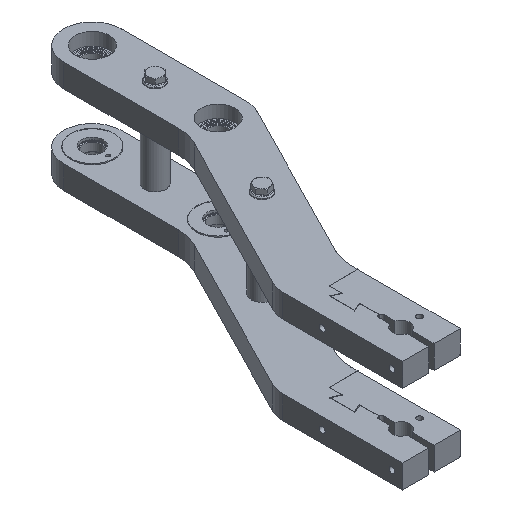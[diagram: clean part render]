
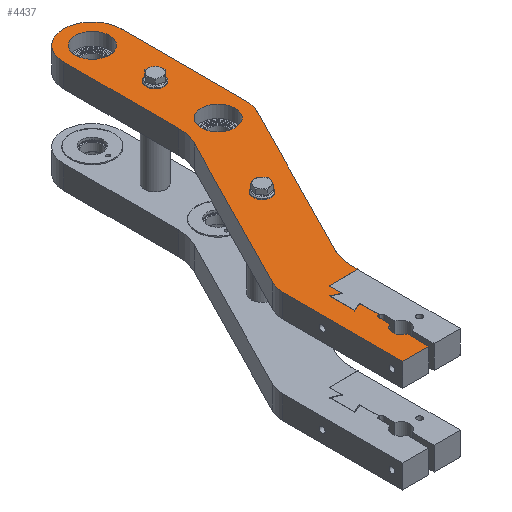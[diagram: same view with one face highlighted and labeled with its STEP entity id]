
A CAD part, isometric view. The second image highlights one B-rep face of the part: STEP entity #4437.
In plain terms, the highlighted planar face has unit normal (0, 0, 1).
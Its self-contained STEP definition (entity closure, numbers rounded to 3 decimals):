
#480=FACE_BOUND('',#943,.T.);
#481=FACE_BOUND('',#944,.T.);
#482=FACE_BOUND('',#945,.T.);
#483=FACE_BOUND('',#946,.T.);
#568=PLANE('',#5142);
#682=FACE_OUTER_BOUND('',#942,.T.);
#942=EDGE_LOOP('',(#3093,#3094,#3095,#3096,#3097,#3098,#3099,#3100,#3101,
#3102,#3103,#3104,#3105,#3106,#3107,#3108,#3109,#3110,#3111,#3112,#3113,
#3114));
#943=EDGE_LOOP('',(#3115));
#944=EDGE_LOOP('',(#3116));
#945=EDGE_LOOP('',(#3117));
#946=EDGE_LOOP('',(#3118));
#1266=LINE('',#7368,#1522);
#1270=LINE('',#7376,#1526);
#1273=LINE('',#7382,#1529);
#1276=LINE('',#7388,#1532);
#1279=LINE('',#7394,#1535);
#1282=LINE('',#7401,#1538);
#1287=LINE('',#7414,#1543);
#1291=LINE('',#7421,#1547);
#1299=LINE('',#7460,#1555);
#1300=LINE('',#7464,#1556);
#1301=LINE('',#7468,#1557);
#1302=LINE('',#7472,#1558);
#1303=LINE('',#7476,#1559);
#1304=LINE('',#7478,#1560);
#1305=LINE('',#7480,#1561);
#1522=VECTOR('',#5793,10.);
#1526=VECTOR('',#5799,10.);
#1529=VECTOR('',#5804,10.);
#1532=VECTOR('',#5809,10.);
#1535=VECTOR('',#5814,10.);
#1538=VECTOR('',#5819,10.);
#1543=VECTOR('',#5832,10.);
#1547=VECTOR('',#5838,10.);
#1555=VECTOR('',#5872,10.);
#1556=VECTOR('',#5875,10.);
#1557=VECTOR('',#5878,10.);
#1558=VECTOR('',#5881,10.);
#1559=VECTOR('',#5884,10.);
#1560=VECTOR('',#5885,10.);
#1561=VECTOR('',#5886,10.);
#1780=CIRCLE('',#5127,1.5);
#1792=CIRCLE('',#5143,25.);
#1793=CIRCLE('',#5144,16.);
#1794=CIRCLE('',#5145,16.);
#1795=CIRCLE('',#5146,25.);
#1796=CIRCLE('',#5147,16.);
#1797=CIRCLE('',#5148,5.);
#1798=CIRCLE('',#5149,4.);
#1799=CIRCLE('',#5150,9.5);
#1800=CIRCLE('',#5151,9.5);
#1801=CIRCLE('',#5152,4.);
#2095=VERTEX_POINT('',#7366);
#2096=VERTEX_POINT('',#7367);
#2099=VERTEX_POINT('',#7375);
#2101=VERTEX_POINT('',#7381);
#2103=VERTEX_POINT('',#7387);
#2105=VERTEX_POINT('',#7393);
#2107=VERTEX_POINT('',#7399);
#2108=VERTEX_POINT('',#7400);
#2111=VERTEX_POINT('',#7408);
#2114=VERTEX_POINT('',#7419);
#2131=VERTEX_POINT('',#7457);
#2132=VERTEX_POINT('',#7459);
#2133=VERTEX_POINT('',#7461);
#2134=VERTEX_POINT('',#7463);
#2135=VERTEX_POINT('',#7465);
#2136=VERTEX_POINT('',#7467);
#2137=VERTEX_POINT('',#7469);
#2138=VERTEX_POINT('',#7471);
#2139=VERTEX_POINT('',#7473);
#2140=VERTEX_POINT('',#7475);
#2141=VERTEX_POINT('',#7477);
#2142=VERTEX_POINT('',#7479);
#2143=VERTEX_POINT('',#7482);
#2144=VERTEX_POINT('',#7484);
#2145=VERTEX_POINT('',#7486);
#2146=VERTEX_POINT('',#7488);
#2468=EDGE_CURVE('',#2095,#2096,#1266,.T.);
#2472=EDGE_CURVE('',#2096,#2099,#1270,.T.);
#2475=EDGE_CURVE('',#2099,#2101,#1273,.T.);
#2478=EDGE_CURVE('',#2101,#2103,#1276,.T.);
#2481=EDGE_CURVE('',#2103,#2105,#1279,.T.);
#2484=EDGE_CURVE('',#2107,#2108,#1282,.T.);
#2488=EDGE_CURVE('',#2108,#2111,#1780,.T.);
#2491=EDGE_CURVE('',#2111,#2095,#1287,.T.);
#2495=EDGE_CURVE('',#2105,#2114,#1291,.T.);
#2513=EDGE_CURVE('',#2114,#2131,#1792,.T.);
#2514=EDGE_CURVE('',#2131,#2132,#1299,.T.);
#2515=EDGE_CURVE('',#2132,#2133,#1793,.T.);
#2516=EDGE_CURVE('',#2133,#2134,#1300,.T.);
#2517=EDGE_CURVE('',#2134,#2135,#1794,.T.);
#2518=EDGE_CURVE('',#2135,#2136,#1301,.T.);
#2519=EDGE_CURVE('',#2136,#2137,#1795,.T.);
#2520=EDGE_CURVE('',#2137,#2138,#1302,.T.);
#2521=EDGE_CURVE('',#2138,#2139,#1796,.T.);
#2522=EDGE_CURVE('',#2139,#2140,#1303,.T.);
#2523=EDGE_CURVE('',#2140,#2141,#1304,.T.);
#2524=EDGE_CURVE('',#2141,#2142,#1305,.T.);
#2525=EDGE_CURVE('',#2142,#2107,#1797,.T.);
#2526=EDGE_CURVE('',#2143,#2143,#1798,.T.);
#2527=EDGE_CURVE('',#2144,#2144,#1799,.T.);
#2528=EDGE_CURVE('',#2145,#2145,#1800,.T.);
#2529=EDGE_CURVE('',#2146,#2146,#1801,.T.);
#3093=ORIENTED_EDGE('',*,*,#2481,.T.);
#3094=ORIENTED_EDGE('',*,*,#2495,.T.);
#3095=ORIENTED_EDGE('',*,*,#2513,.T.);
#3096=ORIENTED_EDGE('',*,*,#2514,.T.);
#3097=ORIENTED_EDGE('',*,*,#2515,.T.);
#3098=ORIENTED_EDGE('',*,*,#2516,.T.);
#3099=ORIENTED_EDGE('',*,*,#2517,.T.);
#3100=ORIENTED_EDGE('',*,*,#2518,.T.);
#3101=ORIENTED_EDGE('',*,*,#2519,.T.);
#3102=ORIENTED_EDGE('',*,*,#2520,.T.);
#3103=ORIENTED_EDGE('',*,*,#2521,.T.);
#3104=ORIENTED_EDGE('',*,*,#2522,.T.);
#3105=ORIENTED_EDGE('',*,*,#2523,.T.);
#3106=ORIENTED_EDGE('',*,*,#2524,.T.);
#3107=ORIENTED_EDGE('',*,*,#2525,.T.);
#3108=ORIENTED_EDGE('',*,*,#2484,.T.);
#3109=ORIENTED_EDGE('',*,*,#2488,.T.);
#3110=ORIENTED_EDGE('',*,*,#2491,.T.);
#3111=ORIENTED_EDGE('',*,*,#2468,.T.);
#3112=ORIENTED_EDGE('',*,*,#2472,.T.);
#3113=ORIENTED_EDGE('',*,*,#2475,.T.);
#3114=ORIENTED_EDGE('',*,*,#2478,.T.);
#3115=ORIENTED_EDGE('',*,*,#2526,.T.);
#3116=ORIENTED_EDGE('',*,*,#2527,.T.);
#3117=ORIENTED_EDGE('',*,*,#2528,.T.);
#3118=ORIENTED_EDGE('',*,*,#2529,.T.);
#4437=ADVANCED_FACE('',(#682,#480,#481,#482,#483),#568,.T.);
#5127=AXIS2_PLACEMENT_3D('',#7409,#5825,#5826);
#5142=AXIS2_PLACEMENT_3D('',#7456,#5868,#5869);
#5143=AXIS2_PLACEMENT_3D('',#7458,#5870,#5871);
#5144=AXIS2_PLACEMENT_3D('',#7462,#5873,#5874);
#5145=AXIS2_PLACEMENT_3D('',#7466,#5876,#5877);
#5146=AXIS2_PLACEMENT_3D('',#7470,#5879,#5880);
#5147=AXIS2_PLACEMENT_3D('',#7474,#5882,#5883);
#5148=AXIS2_PLACEMENT_3D('',#7481,#5887,#5888);
#5149=AXIS2_PLACEMENT_3D('',#7483,#5889,#5890);
#5150=AXIS2_PLACEMENT_3D('',#7485,#5891,#5892);
#5151=AXIS2_PLACEMENT_3D('',#7487,#5893,#5894);
#5152=AXIS2_PLACEMENT_3D('',#7489,#5895,#5896);
#5793=DIRECTION('',(-0.923,-0.385,0.));
#5799=DIRECTION('',(0.,1.,0.));
#5804=DIRECTION('',(0.923,-0.385,0.));
#5809=DIRECTION('',(0.,1.,0.));
#5814=DIRECTION('',(1.,0.,0.));
#5819=DIRECTION('',(0.,1.,0.));
#5825=DIRECTION('center_axis',(0.,0.,-1.));
#5826=DIRECTION('ref_axis',(1.,0.,0.));
#5832=DIRECTION('',(0.,1.,0.));
#5838=DIRECTION('',(0.,1.,0.));
#5868=DIRECTION('center_axis',(0.,0.,1.));
#5869=DIRECTION('ref_axis',(1.,0.,0.));
#5870=DIRECTION('center_axis',(0.,0.,-1.));
#5871=DIRECTION('ref_axis',(0.891,-0.454,0.));
#5872=DIRECTION('',(0.454,0.891,0.));
#5873=DIRECTION('center_axis',(0.,0.,1.));
#5874=DIRECTION('ref_axis',(0.891,-0.454,0.));
#5875=DIRECTION('',(0.,1.,0.));
#5876=DIRECTION('center_axis',(0.,0.,1.));
#5877=DIRECTION('ref_axis',(1.,0.,0.));
#5878=DIRECTION('',(0.,-1.,0.));
#5879=DIRECTION('center_axis',(0.,0.,-1.));
#5880=DIRECTION('ref_axis',(-0.891,0.454,0.));
#5881=DIRECTION('',(-0.454,-0.891,0.));
#5882=DIRECTION('center_axis',(0.,0.,1.));
#5883=DIRECTION('ref_axis',(-0.891,0.454,0.));
#5884=DIRECTION('',(0.,-1.,0.));
#5885=DIRECTION('',(1.,0.,0.));
#5886=DIRECTION('',(0.,1.,0.));
#5887=DIRECTION('center_axis',(0.,0.,-1.));
#5888=DIRECTION('ref_axis',(-0.3,0.954,0.));
#5889=DIRECTION('center_axis',(0.,0.,-1.));
#5890=DIRECTION('ref_axis',(-1.,0.,0.));
#5891=DIRECTION('center_axis',(0.,0.,-1.));
#5892=DIRECTION('ref_axis',(-1.,0.,0.));
#5893=DIRECTION('center_axis',(0.,0.,-1.));
#5894=DIRECTION('ref_axis',(-1.,0.,0.));
#5895=DIRECTION('center_axis',(0.,0.,-1.));
#5896=DIRECTION('ref_axis',(-1.,0.,0.));
#7366=CARTESIAN_POINT('',(0.,23.,13.));
#7367=CARTESIAN_POINT('',(-4.8,21.,13.));
#7368=CARTESIAN_POINT('',(23.782,32.909,13.));
#7375=CARTESIAN_POINT('',(-4.8,35.,13.));
#7376=CARTESIAN_POINT('',(-4.8,72.747,13.));
#7381=CARTESIAN_POINT('',(0.,33.,13.));
#7382=CARTESIAN_POINT('',(-3.105,34.294,13.));
#7387=CARTESIAN_POINT('',(0.,40.,13.));
#7388=CARTESIAN_POINT('',(0.,75.247,13.));
#7393=CARTESIAN_POINT('',(16.,40.,13.));
#7394=CARTESIAN_POINT('',(20.5,40.,13.));
#7399=CARTESIAN_POINT('',(-1.5,4.77,13.));
#7400=CARTESIAN_POINT('',(-1.5,10.77,13.));
#7401=CARTESIAN_POINT('',(-1.5,60.632,13.));
#7408=CARTESIAN_POINT('',(0.,12.27,13.));
#7409=CARTESIAN_POINT('Origin',(0.,10.77,13.));
#7414=CARTESIAN_POINT('',(0.,66.747,13.));
#7419=CARTESIAN_POINT('',(16.,43.999,13.));
#7421=CARTESIAN_POINT('',(16.,-17.,13.));
#7456=CARTESIAN_POINT('Origin',(25.,110.493,13.));
#7457=CARTESIAN_POINT('',(18.724,55.347,13.));
#7458=CARTESIAN_POINT('Origin',(41.,43.999,13.));
#7459=CARTESIAN_POINT('',(64.257,144.724,13.));
#7460=CARTESIAN_POINT('',(18.724,55.347,13.));
#7461=CARTESIAN_POINT('',(66.,151.987,13.));
#7462=CARTESIAN_POINT('Origin',(50.,151.987,13.));
#7463=CARTESIAN_POINT('',(66.,221.987,13.));
#7464=CARTESIAN_POINT('',(66.,151.987,13.));
#7465=CARTESIAN_POINT('',(34.,221.987,13.));
#7466=CARTESIAN_POINT('Origin',(50.,221.987,13.));
#7467=CARTESIAN_POINT('',(34.,157.988,13.));
#7468=CARTESIAN_POINT('',(34.,221.987,13.));
#7469=CARTESIAN_POINT('',(31.276,146.64,13.));
#7470=CARTESIAN_POINT('Origin',(9.,157.988,13.));
#7471=CARTESIAN_POINT('',(-14.257,57.263,13.));
#7472=CARTESIAN_POINT('',(31.276,146.64,13.));
#7473=CARTESIAN_POINT('',(-16.,50.,13.));
#7474=CARTESIAN_POINT('Origin',(0.,50.,13.));
#7475=CARTESIAN_POINT('',(-16.,-17.,13.));
#7476=CARTESIAN_POINT('',(-16.,50.,13.));
#7477=CARTESIAN_POINT('',(-1.5,-17.,13.));
#7478=CARTESIAN_POINT('',(-16.,-17.,13.));
#7479=CARTESIAN_POINT('',(-1.5,-4.77,13.));
#7480=CARTESIAN_POINT('',(-1.5,-17.,13.));
#7481=CARTESIAN_POINT('Origin',(0.,0.,13.));
#7482=CARTESIAN_POINT('',(46.,186.987,13.));
#7483=CARTESIAN_POINT('Origin',(50.,186.987,13.));
#7484=CARTESIAN_POINT('',(59.5,221.987,13.));
#7485=CARTESIAN_POINT('Origin',(50.,221.987,13.));
#7486=CARTESIAN_POINT('',(59.5,151.987,13.));
#7487=CARTESIAN_POINT('Origin',(50.,151.987,13.));
#7488=CARTESIAN_POINT('',(22.412,103.874,13.));
#7489=CARTESIAN_POINT('Origin',(26.412,103.874,13.));
